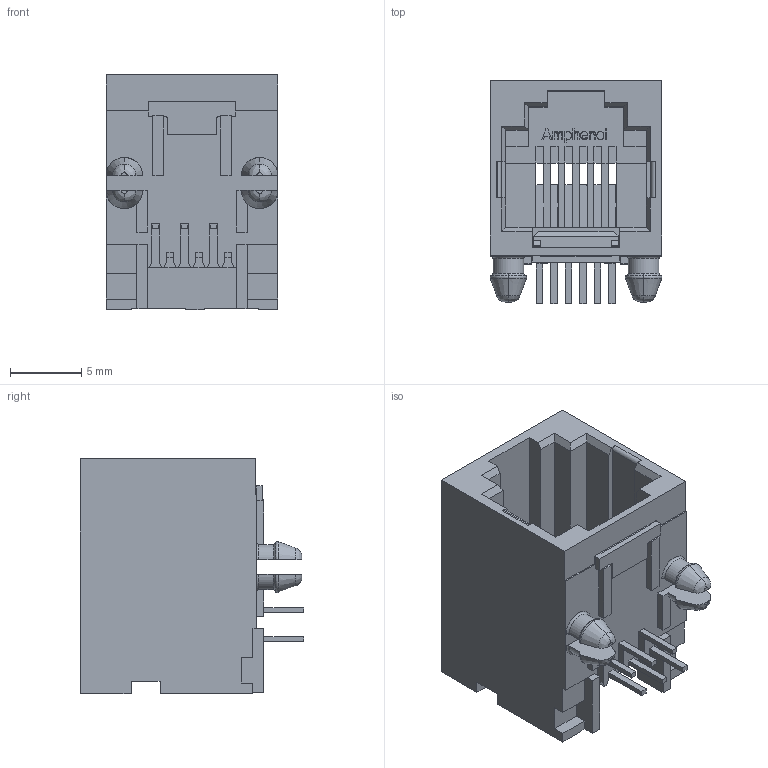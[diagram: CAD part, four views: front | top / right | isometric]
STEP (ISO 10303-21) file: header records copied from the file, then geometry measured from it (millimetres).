
FILE_DESCRIPTION (( 'STEP AP203' ), '1' );
FILE_NAME ('M-RJE01-X60-01-REVT2.STEP', '2021-05-18T07:12:52', ( '' ), ( '' ), 'SwSTEP 2.0', 'SolidWorks 2019', '' );
FILE_SCHEMA (( 'CONFIG_CONTROL_DESIGN' ));
Length unit declared in the file: millimetre
Products named in the file (1): M-RJE01-X60-01-REVT2
Bounding box: 12.1 x 15.71 x 16.55 mm (x, y, z)
Volume: 1292.2 mm3; surface area: 2094.6 mm2
Topology: 1 solids, 1 shells, 463 faces, 1343 edges, 881 vertices
Faces by surface type: plane 377, bspline 57, cone 12, cylinder 11, torus 6
Entity records: 17283 total; most frequent: CARTESIAN_POINT 5349, ORIENTED_EDGE 2686, DIRECTION 2121, EDGE_CURVE 1343, LINE 1155, VECTOR 1155, VERTEX_POINT 881, EDGE_LOOP 490
